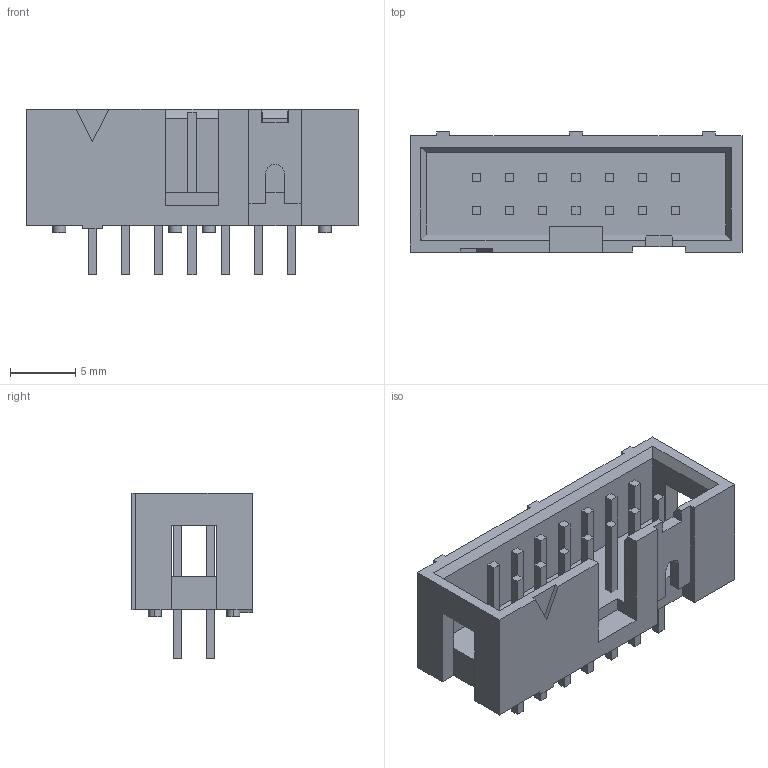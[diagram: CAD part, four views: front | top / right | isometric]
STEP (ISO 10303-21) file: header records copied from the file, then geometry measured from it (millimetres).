
FILE_DESCRIPTION (( 'STEP AP214' ), '1' );
FILE_NAME ('User Library-LP14V.STEP', '2015-07-27T16:39:06', ( 'Windows User' ), ( '' ), 'SwSTEP 2.0', 'SolidWorks 2015', '' );
FILE_SCHEMA (( 'AUTOMOTIVE_DESIGN' ));
Length unit declared in the file: millimetre
Products named in the file (3): User Library-LP14V; User Library-LP14V_LP14V; User Library-LP14V_Fusion
Assembly tree (2 placements, depth 2):
  User Library-LP14V
    User Library-LP14V_Fusion
    User Library-LP14V_LP14V
Bounding box: 25.4 x 9.2 x 12.66 mm (x, y, z)
Volume: 1060.5 mm3; surface area: 1957.8 mm2
Topology: 15 solids, 15 shells, 205 faces, 491 edges, 324 vertices
Faces by surface type: plane 191, cylinder 14
Entity records: 8327 total; most frequent: CARTESIAN_POINT 1025, ORIENTED_EDGE 982, DIRECTION 939, EDGE_CURVE 491, LINE 463, VECTOR 463, VERTEX_POINT 324, AXIS2_PLACEMENT_3D 238
